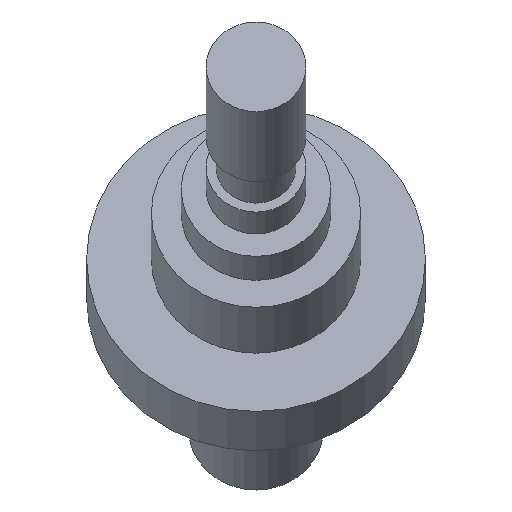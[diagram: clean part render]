
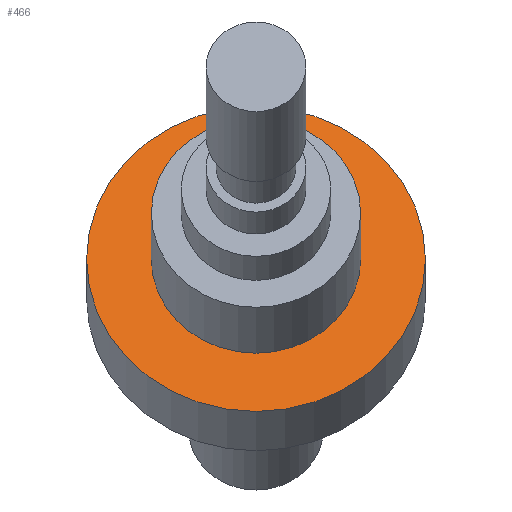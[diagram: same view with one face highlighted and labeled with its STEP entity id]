
A CAD part, left-side view. The second image highlights one B-rep face of the part: STEP entity #466.
In plain terms, the highlighted face is planar.
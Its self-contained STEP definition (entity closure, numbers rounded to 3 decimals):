
#58=FACE_BOUND('',#109,.T.);
#62=PLANE('',#611);
#80=FACE_OUTER_BOUND('',#108,.T.);
#108=EDGE_LOOP('',(#336,#337));
#109=EDGE_LOOP('',(#338,#339));
#187=CIRCLE('',#607,34.);
#188=CIRCLE('',#608,34.);
#191=CIRCLE('',#612,21.);
#192=CIRCLE('',#613,21.);
#222=VERTEX_POINT('',#853);
#223=VERTEX_POINT('',#854);
#226=VERTEX_POINT('',#863);
#227=VERTEX_POINT('',#864);
#268=EDGE_CURVE('',#222,#223,#187,.T.);
#269=EDGE_CURVE('',#223,#222,#188,.T.);
#273=EDGE_CURVE('',#226,#227,#191,.T.);
#274=EDGE_CURVE('',#227,#226,#192,.T.);
#336=ORIENTED_EDGE('',*,*,#268,.T.);
#337=ORIENTED_EDGE('',*,*,#269,.T.);
#338=ORIENTED_EDGE('',*,*,#273,.F.);
#339=ORIENTED_EDGE('',*,*,#274,.F.);
#466=ADVANCED_FACE('',(#80,#58),#62,.T.);
#607=AXIS2_PLACEMENT_3D('',#855,#685,#686);
#608=AXIS2_PLACEMENT_3D('',#856,#687,#688);
#611=AXIS2_PLACEMENT_3D('',#862,#694,#695);
#612=AXIS2_PLACEMENT_3D('',#865,#696,#697);
#613=AXIS2_PLACEMENT_3D('',#866,#698,#699);
#685=DIRECTION('center_axis',(1.,0.,0.));
#686=DIRECTION('ref_axis',(0.,0.,-1.));
#687=DIRECTION('center_axis',(1.,0.,0.));
#688=DIRECTION('ref_axis',(0.,0.,-1.));
#694=DIRECTION('center_axis',(1.,0.,0.));
#695=DIRECTION('ref_axis',(0.,0.,-1.));
#696=DIRECTION('center_axis',(1.,0.,0.));
#697=DIRECTION('ref_axis',(0.,0.,-1.));
#698=DIRECTION('center_axis',(1.,0.,0.));
#699=DIRECTION('ref_axis',(0.,0.,-1.));
#853=CARTESIAN_POINT('',(18.,34.,0.));
#854=CARTESIAN_POINT('',(18.,-34.,0.));
#855=CARTESIAN_POINT('Origin',(18.,0.,0.));
#856=CARTESIAN_POINT('Origin',(18.,0.,0.));
#862=CARTESIAN_POINT('Origin',(18.,21.,0.));
#863=CARTESIAN_POINT('',(18.,21.,0.));
#864=CARTESIAN_POINT('',(18.,-21.,0.));
#865=CARTESIAN_POINT('Origin',(18.,0.,0.));
#866=CARTESIAN_POINT('Origin',(18.,0.,0.));
